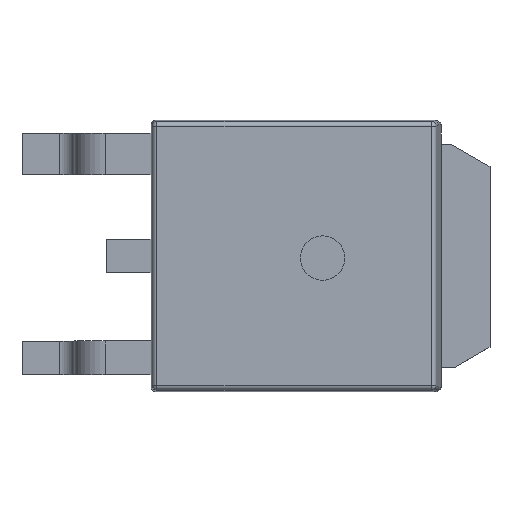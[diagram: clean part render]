
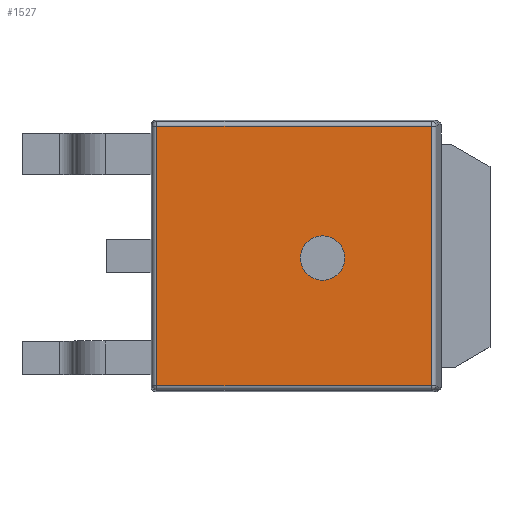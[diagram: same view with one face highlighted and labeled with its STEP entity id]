
A CAD part, top view. The second image highlights one B-rep face of the part: STEP entity #1527.
In plain terms, the highlighted planar face has unit normal (0, 0, 1).
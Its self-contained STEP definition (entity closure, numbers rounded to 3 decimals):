
#51=FACE_BOUND('',#251,.T.);
#82=PLANE('',#1670);
#162=FACE_OUTER_BOUND('',#250,.T.);
#250=EDGE_LOOP('',(#1200,#1201,#1202,#1203));
#251=EDGE_LOOP('',(#1204));
#328=LINE('',#2339,#488);
#330=LINE('',#2342,#490);
#333=LINE('',#2350,#493);
#336=LINE('',#2354,#496);
#488=VECTOR('',#1867,10.);
#490=VECTOR('',#1871,10.);
#493=VECTOR('',#1880,10.);
#496=VECTOR('',#1885,10.);
#619=CIRCLE('',#1590,0.5);
#664=VERTEX_POINT('',#2188);
#689=VERTEX_POINT('',#2263);
#696=VERTEX_POINT('',#2281);
#698=VERTEX_POINT('',#2290);
#704=VERTEX_POINT('',#2315);
#798=EDGE_CURVE('',#664,#664,#619,.T.);
#860=EDGE_CURVE('',#698,#704,#328,.T.);
#862=EDGE_CURVE('',#704,#696,#330,.T.);
#866=EDGE_CURVE('',#689,#698,#333,.T.);
#869=EDGE_CURVE('',#696,#689,#336,.T.);
#1200=ORIENTED_EDGE('',*,*,#860,.F.);
#1201=ORIENTED_EDGE('',*,*,#866,.F.);
#1202=ORIENTED_EDGE('',*,*,#869,.F.);
#1203=ORIENTED_EDGE('',*,*,#862,.F.);
#1204=ORIENTED_EDGE('',*,*,#798,.T.);
#1527=ADVANCED_FACE('',(#162,#51),#82,.T.);
#1590=AXIS2_PLACEMENT_3D('',#2189,#1738,#1739);
#1670=AXIS2_PLACEMENT_3D('',#2443,#1973,#1974);
#1738=DIRECTION('center_axis',(0.,0.,-1.));
#1739=DIRECTION('ref_axis',(-1.,0.,0.));
#1867=DIRECTION('',(-1.,0.,0.));
#1871=DIRECTION('',(0.,1.,0.));
#1880=DIRECTION('',(0.,-1.,0.));
#1885=DIRECTION('',(1.,0.,0.));
#1973=DIRECTION('center_axis',(0.,0.,1.));
#1974=DIRECTION('ref_axis',(1.,0.,0.));
#2188=CARTESIAN_POINT('',(1.5,0.,2.509));
#2189=CARTESIAN_POINT('Origin',(1.,0.,2.509));
#2263=CARTESIAN_POINT('',(3.449,2.965,2.509));
#2281=CARTESIAN_POINT('',(-2.727,2.965,2.509));
#2290=CARTESIAN_POINT('',(3.449,-2.869,2.509));
#2315=CARTESIAN_POINT('',(-2.727,-2.869,2.509));
#2339=CARTESIAN_POINT('',(2.048,-2.869,2.509));
#2342=CARTESIAN_POINT('',(-2.727,-1.476,2.509));
#2350=CARTESIAN_POINT('',(3.449,0.048,2.509));
#2354=CARTESIAN_POINT('',(-1.223,2.965,2.509));
#2443=CARTESIAN_POINT('Origin',(0.413,0.048,2.509));
